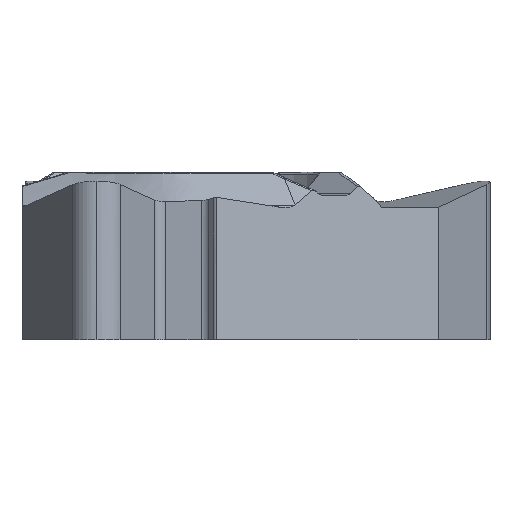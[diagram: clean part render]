
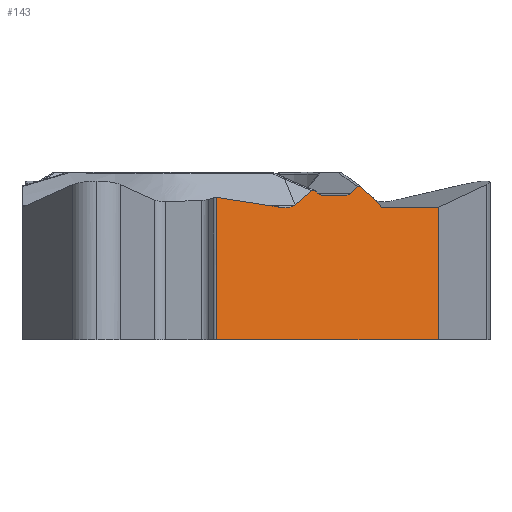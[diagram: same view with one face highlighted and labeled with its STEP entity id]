
A CAD part, front view. The second image highlights one B-rep face of the part: STEP entity #143.
In plain terms, the highlighted planar face has unit normal (0.5, -0.866, 0).
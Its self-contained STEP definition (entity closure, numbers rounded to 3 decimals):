
#143=ADVANCED_FACE('',(#315),#277,.F.);
#277=PLANE('',#2259);
#315=FACE_OUTER_BOUND('',#444,.T.);
#444=EDGE_LOOP('',(#740,#741,#742,#743,#744,#745,#746,#747,#748,#749,#750,
#751,#752,#753,#754,#755,#756,#757,#758));
#589=ELLIPSE('',#2255,0.309,0.3);
#590=ELLIPSE('',#2256,0.309,0.3);
#591=ELLIPSE('',#2257,0.149,0.1);
#592=ELLIPSE('',#2258,1.,0.5);
#619=CIRCLE('',#2254,0.5);
#740=ORIENTED_EDGE('',*,*,#1595,.T.);
#741=ORIENTED_EDGE('',*,*,#1596,.T.);
#742=ORIENTED_EDGE('',*,*,#1597,.T.);
#743=ORIENTED_EDGE('',*,*,#1598,.T.);
#744=ORIENTED_EDGE('',*,*,#1599,.T.);
#745=ORIENTED_EDGE('',*,*,#1600,.F.);
#746=ORIENTED_EDGE('',*,*,#1601,.F.);
#747=ORIENTED_EDGE('',*,*,#1602,.T.);
#748=ORIENTED_EDGE('',*,*,#1603,.T.);
#749=ORIENTED_EDGE('',*,*,#1604,.T.);
#750=ORIENTED_EDGE('',*,*,#1605,.T.);
#751=ORIENTED_EDGE('',*,*,#1606,.T.);
#752=ORIENTED_EDGE('',*,*,#1607,.F.);
#753=ORIENTED_EDGE('',*,*,#1608,.T.);
#754=ORIENTED_EDGE('',*,*,#1609,.F.);
#755=ORIENTED_EDGE('',*,*,#1610,.T.);
#756=ORIENTED_EDGE('',*,*,#1611,.T.);
#757=ORIENTED_EDGE('',*,*,#1612,.T.);
#758=ORIENTED_EDGE('',*,*,#1613,.T.);
#1396=VERTEX_POINT('',#3553);
#1397=VERTEX_POINT('',#3554);
#1398=VERTEX_POINT('',#3556);
#1399=VERTEX_POINT('',#3558);
#1400=VERTEX_POINT('',#3560);
#1401=VERTEX_POINT('',#3571);
#1402=VERTEX_POINT('',#3579);
#1403=VERTEX_POINT('',#3593);
#1404=VERTEX_POINT('',#3595);
#1405=VERTEX_POINT('',#3597);
#1406=VERTEX_POINT('',#3599);
#1407=VERTEX_POINT('',#3601);
#1408=VERTEX_POINT('',#3603);
#1409=VERTEX_POINT('',#3605);
#1410=VERTEX_POINT('',#3607);
#1411=VERTEX_POINT('',#3612);
#1412=VERTEX_POINT('',#3623);
#1413=VERTEX_POINT('',#3625);
#1414=VERTEX_POINT('',#3627);
#1595=EDGE_CURVE('',#1396,#1397,#1903,.T.);
#1596=EDGE_CURVE('',#1397,#1398,#1904,.T.);
#1597=EDGE_CURVE('',#1398,#1399,#619,.T.);
#1598=EDGE_CURVE('',#1399,#1400,#1905,.T.);
#1599=EDGE_CURVE('',#1400,#1401,#2143,.T.);
#1600=EDGE_CURVE('',#1402,#1401,#2144,.T.);
#1601=EDGE_CURVE('',#1403,#1402,#2145,.T.);
#1602=EDGE_CURVE('',#1403,#1404,#1906,.T.);
#1603=EDGE_CURVE('',#1404,#1405,#589,.T.);
#1604=EDGE_CURVE('',#1405,#1406,#1907,.T.);
#1605=EDGE_CURVE('',#1406,#1407,#590,.T.);
#1606=EDGE_CURVE('',#1407,#1408,#1908,.T.);
#1607=EDGE_CURVE('',#1409,#1408,#591,.T.);
#1608=EDGE_CURVE('',#1409,#1410,#1909,.T.);
#1609=EDGE_CURVE('',#1411,#1410,#2146,.T.);
#1610=EDGE_CURVE('',#1411,#1412,#2147,.T.);
#1611=EDGE_CURVE('',#1412,#1413,#592,.T.);
#1612=EDGE_CURVE('',#1413,#1414,#1910,.T.);
#1613=EDGE_CURVE('',#1414,#1396,#1911,.T.);
#1903=LINE('',#3552,#2023);
#1904=LINE('',#3555,#2024);
#1905=LINE('',#3559,#2025);
#1906=LINE('',#3594,#2026);
#1907=LINE('',#3598,#2027);
#1908=LINE('',#3602,#2028);
#1909=LINE('',#3606,#2029);
#1910=LINE('',#3626,#2030);
#1911=LINE('',#3628,#2031);
#2023=VECTOR('',#2506,1.);
#2024=VECTOR('',#2507,1.);
#2025=VECTOR('',#2510,1.);
#2026=VECTOR('',#2511,1.);
#2027=VECTOR('',#2514,1.);
#2028=VECTOR('',#2517,1.);
#2029=VECTOR('',#2520,1.);
#2030=VECTOR('',#2523,1.);
#2031=VECTOR('',#2524,1.);
#2143=B_SPLINE_CURVE_WITH_KNOTS('',3,(#3561,#3562,#3563,#3564,#3565,#3566,
#3567,#3568,#3569,#3570),.UNSPECIFIED.,.F.,.F.,(4,3,3,4),(0.,0.468,
0.914,1.),.UNSPECIFIED.);
#2144=B_SPLINE_CURVE_WITH_KNOTS('',3,(#3572,#3573,#3574,#3575,#3576,#3577,
#3578),.UNSPECIFIED.,.F.,.F.,(4,3,4),(0.,0.411,1.),
 .UNSPECIFIED.);
#2145=B_SPLINE_CURVE_WITH_KNOTS('',3,(#3580,#3581,#3582,#3583,#3584,#3585,
#3586,#3587,#3588,#3589,#3590,#3591,#3592),.UNSPECIFIED.,.F.,.F.,(4,3,3,
3,4),(0.,0.265,0.53,0.788,1.),
 .UNSPECIFIED.);
#2146=B_SPLINE_CURVE_WITH_KNOTS('',3,(#3608,#3609,#3610,#3611),
 .UNSPECIFIED.,.F.,.F.,(4,4),(0.,1.),.UNSPECIFIED.);
#2147=B_SPLINE_CURVE_WITH_KNOTS('',3,(#3613,#3614,#3615,#3616,#3617,#3618,
#3619,#3620,#3621,#3622),.UNSPECIFIED.,.F.,.F.,(4,3,3,4),(0.,0.331,
0.914,1.),.UNSPECIFIED.);
#2254=AXIS2_PLACEMENT_3D('',#3557,#2508,#2509);
#2255=AXIS2_PLACEMENT_3D('',#3596,#2512,#2513);
#2256=AXIS2_PLACEMENT_3D('',#3600,#2515,#2516);
#2257=AXIS2_PLACEMENT_3D('',#3604,#2518,#2519);
#2258=AXIS2_PLACEMENT_3D('',#3624,#2521,#2522);
#2259=AXIS2_PLACEMENT_3D('',#3629,#2525,#2526);
#2506=DIRECTION('',(0.866,0.5,0.));
#2507=DIRECTION('',(0.,0.,1.));
#2508=DIRECTION('',(-0.5,0.866,0.));
#2509=DIRECTION('',(-0.866,-0.5,0.));
#2510=DIRECTION('',(-0.866,-0.5,0.));
#2511=DIRECTION('',(-0.672,-0.388,-0.631));
#2512=DIRECTION('',(-0.5,0.866,0.));
#2513=DIRECTION('',(-0.866,-0.5,0.));
#2514=DIRECTION('',(-0.866,-0.5,0.));
#2515=DIRECTION('',(-0.5,0.866,0.));
#2516=DIRECTION('',(-0.866,-0.5,0.));
#2517=DIRECTION('',(-0.672,-0.388,0.631));
#2518=DIRECTION('',(-0.5,0.866,0.));
#2519=DIRECTION('',(0.743,0.429,-0.514));
#2520=DIRECTION('',(-0.705,-0.407,-0.581));
#2521=DIRECTION('',(-0.5,0.866,0.));
#2522=DIRECTION('',(-0.866,-0.5,0.));
#2523=DIRECTION('',(-0.858,-0.496,0.133));
#2524=DIRECTION('',(0.,0.,-1.));
#2525=DIRECTION('',(-0.5,0.866,0.));
#2526=DIRECTION('',(-0.866,-0.5,0.));
#3552=CARTESIAN_POINT('',(3.175,-5.499,-5.56));
#3553=CARTESIAN_POINT('',(0.437,-7.08,-5.56));
#3554=CARTESIAN_POINT('',(8.171,-2.615,-5.56));
#3555=CARTESIAN_POINT('',(8.171,-2.615,25.));
#3556=CARTESIAN_POINT('',(8.171,-2.615,-0.946));
#3557=CARTESIAN_POINT('',(8.069,-2.674,-0.46));
#3558=CARTESIAN_POINT('',(8.069,-2.674,-0.96));
#3559=CARTESIAN_POINT('',(3.175,-5.499,-0.96));
#3560=CARTESIAN_POINT('',(6.282,-3.706,-0.96));
#3561=CARTESIAN_POINT('',(6.282,-3.706,-0.96));
#3562=CARTESIAN_POINT('',(6.258,-3.719,-0.96));
#3563=CARTESIAN_POINT('',(6.233,-3.734,-0.955));
#3564=CARTESIAN_POINT('',(6.211,-3.747,-0.945));
#3565=CARTESIAN_POINT('',(6.189,-3.759,-0.936));
#3566=CARTESIAN_POINT('',(6.169,-3.771,-0.922));
#3567=CARTESIAN_POINT('',(6.151,-3.781,-0.905));
#3568=CARTESIAN_POINT('',(6.148,-3.783,-0.902));
#3569=CARTESIAN_POINT('',(6.144,-3.785,-0.898));
#3570=CARTESIAN_POINT('',(6.141,-3.787,-0.894));
#3571=CARTESIAN_POINT('',(6.141,-3.787,-0.894));
#3572=CARTESIAN_POINT('',(5.457,-4.181,-0.216));
#3573=CARTESIAN_POINT('',(5.557,-4.124,-0.3));
#3574=CARTESIAN_POINT('',(5.654,-4.068,-0.388));
#3575=CARTESIAN_POINT('',(5.749,-4.013,-0.48));
#3576=CARTESIAN_POINT('',(5.885,-3.935,-0.611));
#3577=CARTESIAN_POINT('',(6.016,-3.859,-0.75));
#3578=CARTESIAN_POINT('',(6.141,-3.787,-0.894));
#3579=CARTESIAN_POINT('',(5.457,-4.181,-0.216));
#3580=CARTESIAN_POINT('',(5.353,-4.242,-0.22));
#3581=CARTESIAN_POINT('',(5.361,-4.237,-0.213));
#3582=CARTESIAN_POINT('',(5.37,-4.232,-0.207));
#3583=CARTESIAN_POINT('',(5.379,-4.227,-0.203));
#3584=CARTESIAN_POINT('',(5.388,-4.221,-0.199));
#3585=CARTESIAN_POINT('',(5.398,-4.216,-0.197));
#3586=CARTESIAN_POINT('',(5.408,-4.21,-0.197));
#3587=CARTESIAN_POINT('',(5.418,-4.204,-0.197));
#3588=CARTESIAN_POINT('',(5.427,-4.199,-0.199));
#3589=CARTESIAN_POINT('',(5.436,-4.194,-0.203));
#3590=CARTESIAN_POINT('',(5.444,-4.189,-0.206));
#3591=CARTESIAN_POINT('',(5.451,-4.185,-0.21));
#3592=CARTESIAN_POINT('',(5.457,-4.181,-0.216));
#3593=CARTESIAN_POINT('',(5.353,-4.242,-0.22));
#3594=CARTESIAN_POINT('',(14.737,1.176,8.602));
#3595=CARTESIAN_POINT('',(5.109,-4.383,-0.45));
#3596=CARTESIAN_POINT('',(4.937,-4.482,-0.22));
#3597=CARTESIAN_POINT('',(4.937,-4.482,-0.52));
#3598=CARTESIAN_POINT('',(3.175,-5.499,-0.52));
#3599=CARTESIAN_POINT('',(4.156,-4.933,-0.52));
#3600=CARTESIAN_POINT('',(4.156,-4.933,-0.22));
#3601=CARTESIAN_POINT('',(3.984,-5.032,-0.45));
#3602=CARTESIAN_POINT('',(-7.294,-11.543,10.152));
#3603=CARTESIAN_POINT('',(3.922,-5.068,-0.392));
#3604=CARTESIAN_POINT('',(3.856,-5.106,-0.46));
#3605=CARTESIAN_POINT('',(3.762,-5.16,-0.363));
#3606=CARTESIAN_POINT('',(13.761,0.613,7.882));
#3607=CARTESIAN_POINT('',(3.175,-5.499,-0.847));
#3608=CARTESIAN_POINT('',(3.146,-5.516,-0.871));
#3609=CARTESIAN_POINT('',(3.156,-5.51,-0.863));
#3610=CARTESIAN_POINT('',(3.165,-5.505,-0.855));
#3611=CARTESIAN_POINT('',(3.175,-5.499,-0.847));
#3612=CARTESIAN_POINT('',(3.146,-5.516,-0.871));
#3613=CARTESIAN_POINT('',(3.146,-5.516,-0.871));
#3614=CARTESIAN_POINT('',(3.116,-5.534,-0.896));
#3615=CARTESIAN_POINT('',(3.08,-5.554,-0.914));
#3616=CARTESIAN_POINT('',(3.044,-5.575,-0.927));
#3617=CARTESIAN_POINT('',(2.98,-5.612,-0.95));
#3618=CARTESIAN_POINT('',(2.913,-5.651,-0.959));
#3619=CARTESIAN_POINT('',(2.846,-5.689,-0.958));
#3620=CARTESIAN_POINT('',(2.836,-5.695,-0.958));
#3621=CARTESIAN_POINT('',(2.826,-5.701,-0.958));
#3622=CARTESIAN_POINT('',(2.817,-5.706,-0.957));
#3623=CARTESIAN_POINT('',(2.817,-5.706,-0.957));
#3624=CARTESIAN_POINT('',(2.911,-5.651,-0.46));
#3625=CARTESIAN_POINT('',(2.687,-5.781,-0.943));
#3626=CARTESIAN_POINT('',(-4.449,-9.901,0.161));
#3627=CARTESIAN_POINT('',(0.437,-7.08,-0.595));
#3628=CARTESIAN_POINT('',(0.437,-7.08,10.219));
#3629=CARTESIAN_POINT('',(3.175,-5.499,25.));
